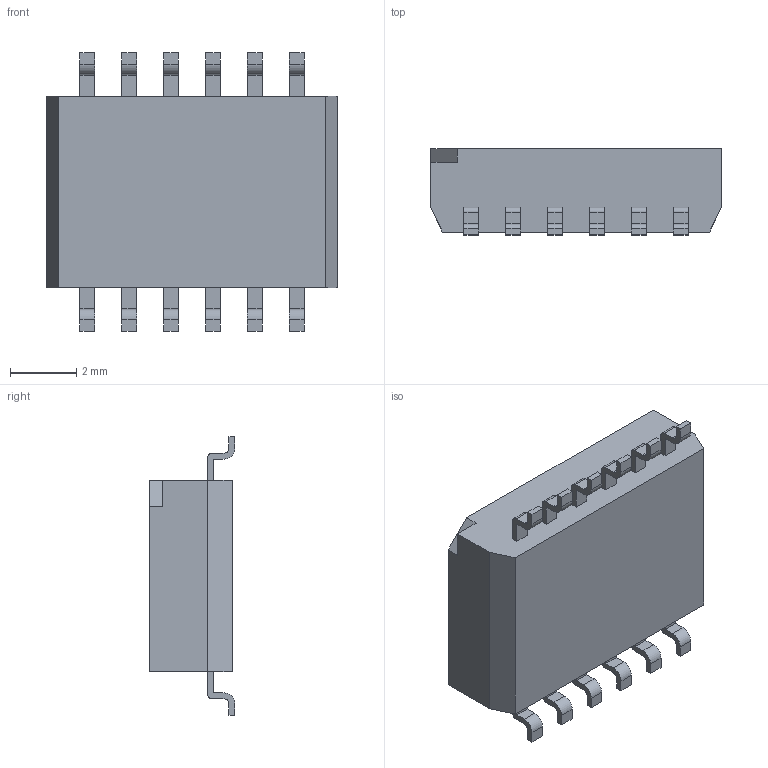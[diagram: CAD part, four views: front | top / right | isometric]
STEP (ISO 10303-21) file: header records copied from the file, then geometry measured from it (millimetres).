
FILE_DESCRIPTION(('HOOPS Exchange Step'),'2;1');
FILE_NAME('temp_export','2023-03-09T21:32:39+08:00',('30abd'),('Shapr3D Limited'),'HOOPS Exchange 2022.2','Shapr3D','Authorized');
FILE_SCHEMA( ('AUTOMOTIVE_DESIGN { 1 0 10303 214 1 1 1 1 }') );
Length unit declared in the file: millimetre
Products named in the file (2): temp_import.STEP; root
Assembly tree (1 placements, depth 2):
  root
    temp_import.STEP
Bounding box: 8.79 x 2.6 x 8.44 mm (x, y, z)
Volume: 122.5 mm3; surface area: 230.9 mm2
Topology: 1 solids, 1 shells, 403 faces, 1086 edges, 720 vertices
Faces by surface type: plane 292, bspline 75, cylinder 36
Entity records: 16854 total; most frequent: CARTESIAN_POINT 6865, ORIENTED_EDGE 2172, DIRECTION 1668, EDGE_CURVE 1086, VECTOR 864, LINE 864, VERTEX_POINT 720, EDGE_LOOP 438
